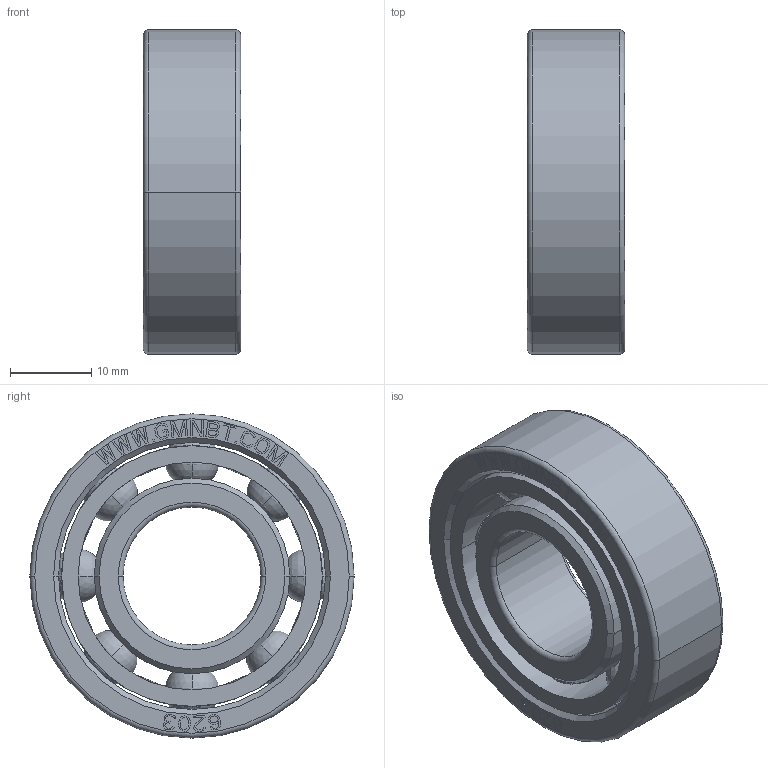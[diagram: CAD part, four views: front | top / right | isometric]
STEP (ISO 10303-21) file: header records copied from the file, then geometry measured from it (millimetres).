
FILE_DESCRIPTION((''),'2;1');
FILE_NAME('6203_PRT','2014-11-17T',('sales 4'),(''),'PRO/ENGINEER BY PARAMETRIC TECHNOLOGY CORPORATION, 2013150','PRO/ENGINEER BY PARAMETRIC TECHNOLOGY CORPORATION, 2013150','');
FILE_SCHEMA(('AUTOMOTIVE_DESIGN { 1 0 10303 214 1 1 1 1 }'));
Length unit declared in the file: millimetre
Products named in the file (1): 6203_PRT
Bounding box: 12.01 x 40 x 40 mm (x, y, z)
Volume: 9693.9 mm3; surface area: 8978 mm2
Topology: 11 solids, 11 shells, 543 faces, 1525 edges, 990 vertices
Faces by surface type: plane 475, cylinder 32, sphere 16, torus 12, cone 8
Entity records: 23631 total; most frequent: CARTESIAN_POINT 4890, ORIENTED_EDGE 2986, DIRECTION 2623, PRESENTATION_STYLE_ASSIGNMENT 1527, STYLED_ITEM 1504, CURVE_STYLE 1493, EDGE_CURVE 1493, VECTOR 1385
